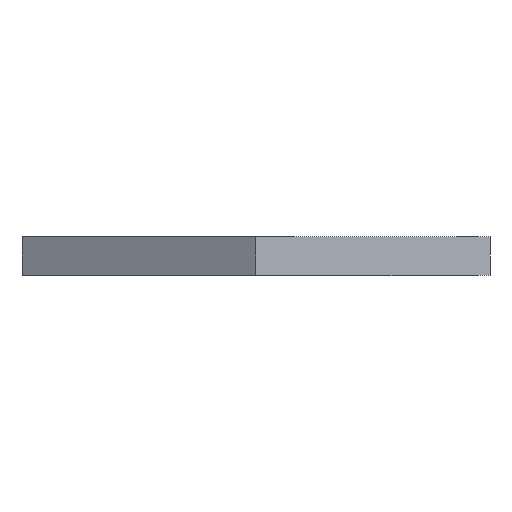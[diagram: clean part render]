
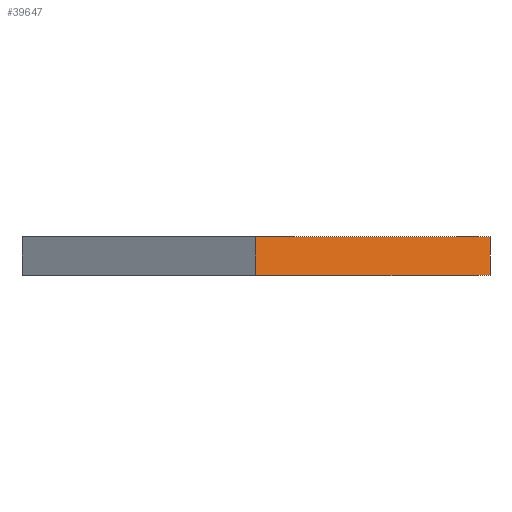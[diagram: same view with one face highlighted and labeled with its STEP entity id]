
A CAD part, left-side view. The second image highlights one B-rep face of the part: STEP entity #39647.
In plain terms, the highlighted planar face has unit normal (-0.866, -0.5, 0).
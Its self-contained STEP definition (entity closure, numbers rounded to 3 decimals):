
#39077 = VERTEX_POINT('',#39078);
#39078 = CARTESIAN_POINT('',(92.59,-77.32,3.175));
#39084 = EDGE_CURVE('',#39085,#39077,#39087,.T.);
#39085 = VERTEX_POINT('',#39086);
#39086 = CARTESIAN_POINT('',(92.59,-77.32,0.));
#39087 = LINE('',#39088,#39089);
#39088 = CARTESIAN_POINT('',(92.59,-77.32,0.));
#39089 = VECTOR('',#39090,1.);
#39090 = DIRECTION('',(0.,0.,1.));
#39108 = EDGE_CURVE('',#39085,#39109,#39111,.T.);
#39109 = VERTEX_POINT('',#39110);
#39110 = CARTESIAN_POINT('',(81.45,-58.01,0.));
#39111 = LINE('',#39112,#39113);
#39112 = CARTESIAN_POINT('',(92.59,-77.32,0.));
#39113 = VECTOR('',#39114,1.);
#39114 = DIRECTION('',(-0.5,0.866,0.));
#39372 = EDGE_CURVE('',#39077,#39373,#39375,.T.);
#39373 = VERTEX_POINT('',#39374);
#39374 = CARTESIAN_POINT('',(81.45,-58.01,3.175));
#39375 = LINE('',#39376,#39377);
#39376 = CARTESIAN_POINT('',(92.59,-77.32,3.175));
#39377 = VECTOR('',#39378,1.);
#39378 = DIRECTION('',(-0.5,0.866,0.));
#39647 = ADVANCED_FACE('',(#39648),#39659,.T.);
#39648 = FACE_BOUND('',#39649,.T.);
#39649 = EDGE_LOOP('',(#39650,#39651,#39652,#39658));
#39650 = ORIENTED_EDGE('',*,*,#39084,.T.);
#39651 = ORIENTED_EDGE('',*,*,#39372,.T.);
#39652 = ORIENTED_EDGE('',*,*,#39653,.F.);
#39653 = EDGE_CURVE('',#39109,#39373,#39654,.T.);
#39654 = LINE('',#39655,#39656);
#39655 = CARTESIAN_POINT('',(81.45,-58.01,0.));
#39656 = VECTOR('',#39657,1.);
#39657 = DIRECTION('',(0.,0.,1.));
#39658 = ORIENTED_EDGE('',*,*,#39108,.F.);
#39659 = PLANE('',#39660);
#39660 = AXIS2_PLACEMENT_3D('',#39661,#39662,#39663);
#39661 = CARTESIAN_POINT('',(92.59,-77.32,0.));
#39662 = DIRECTION('',(-0.866,-0.5,0.));
#39663 = DIRECTION('',(-0.5,0.866,0.));
